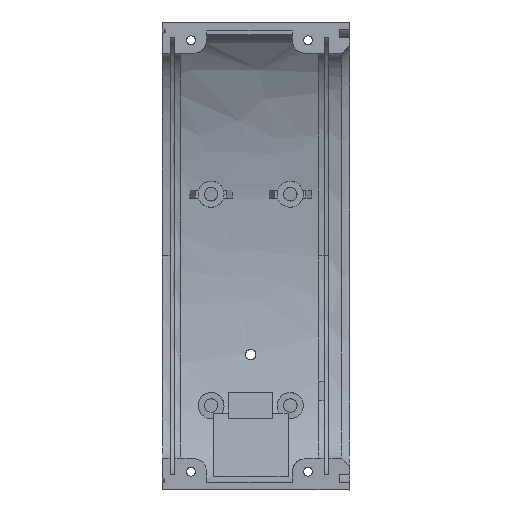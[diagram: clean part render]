
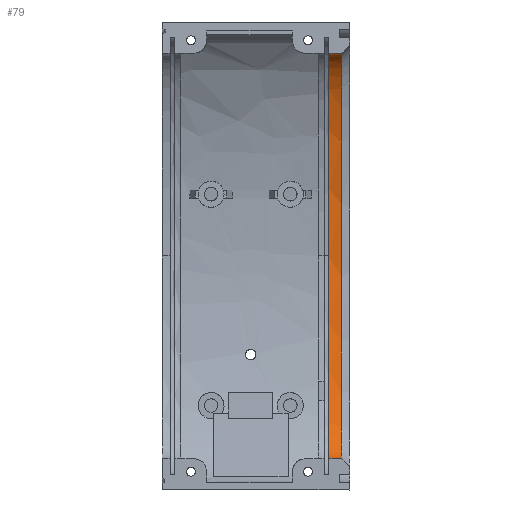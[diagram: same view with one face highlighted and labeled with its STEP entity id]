
A CAD part, left-side view. The second image highlights one B-rep face of the part: STEP entity #79.
In plain terms, the highlighted free-form (B-spline) face has degree [1, 3] with [2, 11] control points.
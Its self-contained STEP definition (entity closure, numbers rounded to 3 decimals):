
#79=ADVANCED_FACE('',(#221),#2388,.T.);
#221=FACE_OUTER_BOUND('',#376,.T.);
#376=EDGE_LOOP('',(#798,#799,#800,#801));
#798=ORIENTED_EDGE('',*,*,#1354,.T.);
#799=ORIENTED_EDGE('',*,*,#1473,.F.);
#800=ORIENTED_EDGE('',*,*,#1449,.T.);
#801=ORIENTED_EDGE('',*,*,#1469,.F.);
#1354=EDGE_CURVE('',#2177,#2176,#1826,.T.);
#1449=EDGE_CURVE('',#2253,#2252,#1904,.T.);
#1469=EDGE_CURVE('',#2177,#2252,#1921,.T.);
#1473=EDGE_CURVE('',#2253,#2176,#1711,.T.);
#1711=(
BOUNDED_CURVE()
B_SPLINE_CURVE(2,(#6010,#6011,#6012,#6013,#6014),.UNSPECIFIED.,.F.,.F.)
B_SPLINE_CURVE_WITH_KNOTS((3,2,3),(0.,51.,102.),.UNSPECIFIED.)
CURVE()
GEOMETRIC_REPRESENTATION_ITEM()
RATIONAL_B_SPLINE_CURVE((1.,0.707,1.,0.707,1.))
REPRESENTATION_ITEM('')
);
#1826=B_SPLINE_CURVE_WITH_KNOTS('',1,(#5292,#5293),.UNSPECIFIED.,.F.,.F.,
(2,2),(-2.5,0.),.UNSPECIFIED.);
#1904=B_SPLINE_CURVE_WITH_KNOTS('',1,(#5728,#5729),.UNSPECIFIED.,.F.,.F.,
(2,2),(-2.5,0.),.UNSPECIFIED.);
#1921=B_SPLINE_CURVE_WITH_KNOTS('',3,(#5937,#5938,#5939,#5940,#5941,#5942,
#5943,#5944,#5945,#5946,#5947),.UNSPECIFIED.,.F.,.F.,(4,1,1,1,1,1,1,1,4),
(-86.912,-76.048,-65.184,-54.32,
-43.456,-32.592,-21.728,-10.864,
0.),.UNSPECIFIED.);
#2176=VERTEX_POINT('',#4919);
#2177=VERTEX_POINT('',#4920);
#2252=VERTEX_POINT('',#4995);
#2253=VERTEX_POINT('',#4996);
#2388=B_SPLINE_SURFACE_WITH_KNOTS('',1,3,((#2969,#2970,#2971,#2972,#2973,
#2974,#2975,#2976,#2977,#2978,#2979),(#2980,#2981,#2982,#2983,#2984,#2985,
#2986,#2987,#2988,#2989,#2990)),.UNSPECIFIED.,.F.,.F.,.F.,(2,2),(4,1,1,
1,1,1,1,1,4),(0.,2.5),(0.,10.898,
21.796,32.694,43.592,54.491,65.389,
76.287,87.185),.UNSPECIFIED.);
#2969=CARTESIAN_POINT('',(0.,-14.,-39.));
#2970=CARTESIAN_POINT('',(1.58,-14.,-39.));
#2971=CARTESIAN_POINT('',(4.74,-14.,-36.945));
#2972=CARTESIAN_POINT('',(8.75,-14.,-28.17));
#2973=CARTESIAN_POINT('',(11.412,-14.,-15.056));
#2974=CARTESIAN_POINT('',(12.316,-14.,0.377));
#2975=CARTESIAN_POINT('',(11.322,-14.,15.753));
#2976=CARTESIAN_POINT('',(8.585,-14.,28.701));
#2977=CARTESIAN_POINT('',(4.525,-14.,37.228));
#2978=CARTESIAN_POINT('',(1.354,-14.,39.09));
#2979=CARTESIAN_POINT('',(-0.226,-14.,38.993));
#2980=CARTESIAN_POINT('',(0.,-16.5,-39.));
#2981=CARTESIAN_POINT('',(1.58,-16.5,-39.));
#2982=CARTESIAN_POINT('',(4.74,-16.5,-36.945));
#2983=CARTESIAN_POINT('',(8.75,-16.5,-28.17));
#2984=CARTESIAN_POINT('',(11.412,-16.5,-15.056));
#2985=CARTESIAN_POINT('',(12.316,-16.5,0.377));
#2986=CARTESIAN_POINT('',(11.322,-16.5,15.753));
#2987=CARTESIAN_POINT('',(8.585,-16.5,28.701));
#2988=CARTESIAN_POINT('',(4.525,-16.5,37.228));
#2989=CARTESIAN_POINT('',(1.354,-16.5,39.09));
#2990=CARTESIAN_POINT('',(-0.226,-16.5,38.993));
#4919=CARTESIAN_POINT('',(0.,-14.,39.));
#4920=CARTESIAN_POINT('',(0.,-16.5,39.));
#4995=CARTESIAN_POINT('',(0.,-16.5,-39.));
#4996=CARTESIAN_POINT('',(0.,-14.,-39.));
#5292=CARTESIAN_POINT('',(0.,-16.5,39.));
#5293=CARTESIAN_POINT('',(0.,-14.,39.));
#5728=CARTESIAN_POINT('',(0.,-14.,-39.));
#5729=CARTESIAN_POINT('',(0.,-16.5,-39.));
#5937=CARTESIAN_POINT('',(0.,-16.5,39.));
#5938=CARTESIAN_POINT('',(1.571,-16.5,39.));
#5939=CARTESIAN_POINT('',(4.712,-16.5,36.969));
#5940=CARTESIAN_POINT('',(8.706,-16.5,28.295));
#5941=CARTESIAN_POINT('',(11.375,-16.5,15.313));
#5942=CARTESIAN_POINT('',(12.312,-16.5,0.));
#5943=CARTESIAN_POINT('',(11.375,-16.5,-15.313));
#5944=CARTESIAN_POINT('',(8.706,-16.5,-28.295));
#5945=CARTESIAN_POINT('',(4.712,-16.5,-36.969));
#5946=CARTESIAN_POINT('',(1.571,-16.5,-39.));
#5947=CARTESIAN_POINT('',(0.,-16.5,-39.));
#6010=CARTESIAN_POINT('',(0.,-14.,-39.));
#6011=CARTESIAN_POINT('',(12.,-14.,-39.));
#6012=CARTESIAN_POINT('',(12.,-14.,0.));
#6013=CARTESIAN_POINT('',(12.,-14.,39.));
#6014=CARTESIAN_POINT('',(0.,-14.,39.));
